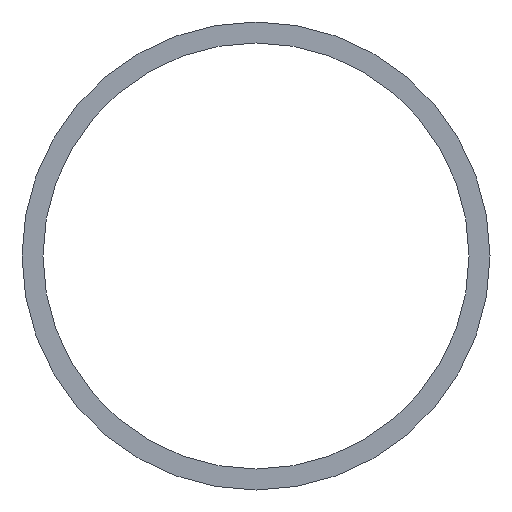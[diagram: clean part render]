
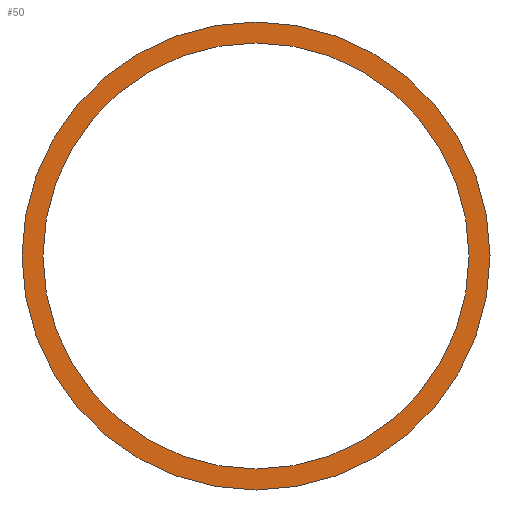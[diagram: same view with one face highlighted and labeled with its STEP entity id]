
A CAD part, front view. The second image highlights one B-rep face of the part: STEP entity #50.
In plain terms, the highlighted planar face has unit normal (0, -1, 0).
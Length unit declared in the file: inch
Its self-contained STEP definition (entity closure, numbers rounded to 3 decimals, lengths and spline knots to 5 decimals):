
#8 = EDGE_LOOP ( 'NONE', ( #123, #15 ) ) ;
#13 = CARTESIAN_POINT ( 'NONE',  ( 0., 0., 0. ) ) ;
#14 = DIRECTION ( 'NONE',  ( 0., 0., 1. ) ) ;
#15 = ORIENTED_EDGE ( 'NONE', *, *, #219, .F. ) ;
#16 = CARTESIAN_POINT ( 'NONE',  ( 0., 0., 0.2845 ) ) ;
#27 = VERTEX_POINT ( 'NONE', #165 ) ;
#33 = CARTESIAN_POINT ( 'NONE',  ( 0., 0., 0. ) ) ;
#34 = ORIENTED_EDGE ( 'NONE', *, *, #178, .T. ) ;
#41 = FACE_OUTER_BOUND ( 'NONE', #8, .T. ) ;
#44 = PLANE ( 'NONE',  #146 ) ;
#47 = CARTESIAN_POINT ( 'NONE',  ( 0., 0., 0. ) ) ;
#50 = ADVANCED_FACE ( 'NONE', ( #41, #90 ), #44, .F. ) ;
#57 = CIRCLE ( 'NONE', #184, 0.2845 ) ;
#64 = CARTESIAN_POINT ( 'NONE',  ( 0., 0., -0.3125 ) ) ;
#70 = VERTEX_POINT ( 'NONE', #64 ) ;
#72 = CIRCLE ( 'NONE', #130, 0.3125 ) ;
#81 = EDGE_CURVE ( 'NONE', #222, #232, #192, .T. ) ;
#90 = FACE_BOUND ( 'NONE', #153, .T. ) ;
#95 = DIRECTION ( 'NONE',  ( 0., 1., 0. ) ) ;
#118 = DIRECTION ( 'NONE',  ( 0., 1., 0. ) ) ;
#123 = ORIENTED_EDGE ( 'NONE', *, *, #180, .F. ) ;
#130 = AXIS2_PLACEMENT_3D ( 'NONE', #227, #225, #224 ) ;
#136 = ORIENTED_EDGE ( 'NONE', *, *, #81, .T. ) ;
#140 = AXIS2_PLACEMENT_3D ( 'NONE', #47, #172, #170 ) ;
#143 = DIRECTION ( 'NONE',  ( 0., 1., 0. ) ) ;
#146 = AXIS2_PLACEMENT_3D ( 'NONE', #33, #143, #14 ) ;
#153 = EDGE_LOOP ( 'NONE', ( #136, #34 ) ) ;
#154 = CIRCLE ( 'NONE', #140, 0.3125 ) ;
#155 = AXIS2_PLACEMENT_3D ( 'NONE', #13, #118, #244 ) ;
#158 = CARTESIAN_POINT ( 'NONE',  ( 0., 0., 0. ) ) ;
#165 = CARTESIAN_POINT ( 'NONE',  ( 0., 0., 0.3125 ) ) ;
#170 = DIRECTION ( 'NONE',  ( 0., 0., 1. ) ) ;
#172 = DIRECTION ( 'NONE',  ( 0., 1., 0. ) ) ;
#178 = EDGE_CURVE ( 'NONE', #232, #222, #57, .T. ) ;
#180 = EDGE_CURVE ( 'NONE', #70, #27, #154, .T. ) ;
#184 = AXIS2_PLACEMENT_3D ( 'NONE', #158, #95, #213 ) ;
#192 = CIRCLE ( 'NONE', #155, 0.2845 ) ;
#213 = DIRECTION ( 'NONE',  ( 0., 0., 1. ) ) ;
#219 = EDGE_CURVE ( 'NONE', #27, #70, #72, .T. ) ;
#222 = VERTEX_POINT ( 'NONE', #249 ) ;
#224 = DIRECTION ( 'NONE',  ( 0., 0., 1. ) ) ;
#225 = DIRECTION ( 'NONE',  ( 0., 1., 0. ) ) ;
#227 = CARTESIAN_POINT ( 'NONE',  ( 0., 0., 0. ) ) ;
#232 = VERTEX_POINT ( 'NONE', #16 ) ;
#244 = DIRECTION ( 'NONE',  ( 0., 0., 1. ) ) ;
#249 = CARTESIAN_POINT ( 'NONE',  ( 0., 0., -0.2845 ) ) ;
